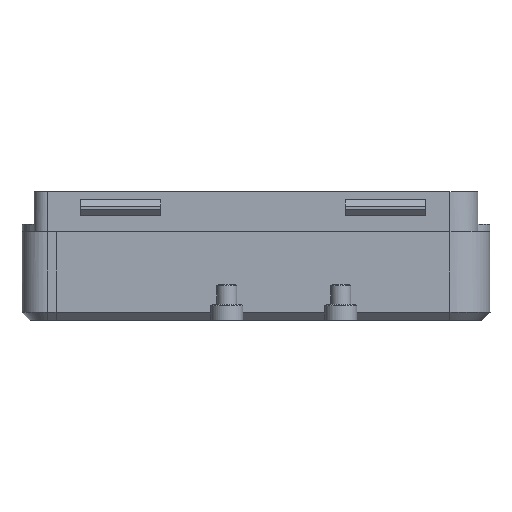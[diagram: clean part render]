
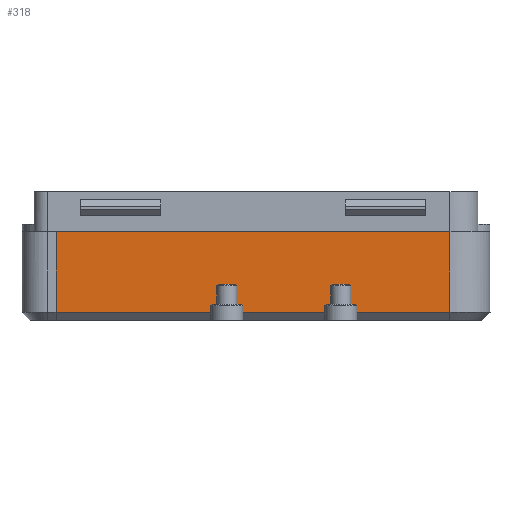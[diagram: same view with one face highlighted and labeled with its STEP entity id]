
A CAD part, left-side view. The second image highlights one B-rep face of the part: STEP entity #318.
In plain terms, the highlighted free-form (B-spline) face has degree [1, 1] with [2, 2] control points.
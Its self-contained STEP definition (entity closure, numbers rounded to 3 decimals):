
#318=ADVANCED_FACE('',(#730),#12144,.T.);
#730=FACE_OUTER_BOUND('',#1138,.T.);
#1138=EDGE_LOOP('',(#2678,#2679,#2680,#2681));
#2678=ORIENTED_EDGE('',*,*,#10628,.T.);
#2679=ORIENTED_EDGE('',*,*,#10627,.F.);
#2680=ORIENTED_EDGE('',*,*,#10629,.T.);
#2681=ORIENTED_EDGE('',*,*,#10630,.T.);
#4925=B_SPLINE_CURVE_WITH_KNOTS('',1,(#23300,#23301),.UNSPECIFIED.,.F.,
 .F.,(2,2),(0.,10.058),.UNSPECIFIED.);
#4926=B_SPLINE_CURVE_WITH_KNOTS('',1,(#23302,#23303),.UNSPECIFIED.,.F.,
 .F.,(2,2),(0.,10.058),.UNSPECIFIED.);
#4927=B_SPLINE_CURVE_WITH_KNOTS('',1,(#23304,#23305),.UNSPECIFIED.,.F.,
 .F.,(2,2),(0.,49.233),.UNSPECIFIED.);
#4928=B_SPLINE_CURVE_WITH_KNOTS('',3,(#23306,#23307,#23308,#23309),
 .UNSPECIFIED.,.F.,.F.,(4,4),(0.,49.233),
 .UNSPECIFIED.);
#4929=B_SPLINE_CURVE_WITH_KNOTS('',1,(#23310,#23311),.UNSPECIFIED.,.F.,
 .F.,(2,2),(0.,10.058),.UNSPECIFIED.);
#4930=B_SPLINE_CURVE_WITH_KNOTS('',1,(#23312,#23313),.UNSPECIFIED.,.F.,
 .F.,(2,2),(170.058,219.291),.UNSPECIFIED.);
#4931=B_SPLINE_CURVE_WITH_KNOTS('',1,(#23314,#23315),.UNSPECIFIED.,.F.,
 .F.,(2,2),(170.058,219.291),.UNSPECIFIED.);
#4932=B_SPLINE_CURVE_WITH_KNOTS('',1,(#23316,#23317),.UNSPECIFIED.,.F.,
 .F.,(2,2),(0.,10.057),.UNSPECIFIED.);
#4933=B_SPLINE_CURVE_WITH_KNOTS('',1,(#23318,#23319),.UNSPECIFIED.,.F.,
 .F.,(2,2),(0.,10.057),.UNSPECIFIED.);
#4936=B_SPLINE_CURVE_WITH_KNOTS('',1,(#23326,#23327),.UNSPECIFIED.,.F.,
 .F.,(2,2),(0.,10.057),.UNSPECIFIED.);
#4977=B_SPLINE_CURVE_WITH_KNOTS('',1,(#23432,#23433),.UNSPECIFIED.,.F.,
 .F.,(2,2),(0.,49.233),.UNSPECIFIED.);
#6758=PCURVE('',#12143,#8578);
#6759=PCURVE('',#12144,#8579);
#6760=PCURVE('',#12144,#8580);
#6761=PCURVE('',#12144,#8581);
#6762=PCURVE('',#12144,#8582);
#6764=PCURVE('',#12145,#8584);
#6793=PCURVE('',#12094,#8613);
#7003=PCURVE('',#12081,#8823);
#8578=DEFINITIONAL_REPRESENTATION('',(#4926),#25070);
#8579=DEFINITIONAL_REPRESENTATION('',(#4928),#25070);
#8580=DEFINITIONAL_REPRESENTATION('',(#4929),#25070);
#8581=DEFINITIONAL_REPRESENTATION('',(#4931),#25070);
#8582=DEFINITIONAL_REPRESENTATION('',(#4933),#25070);
#8584=DEFINITIONAL_REPRESENTATION('',(#4936),#25070);
#8613=DEFINITIONAL_REPRESENTATION('',(#4977),#25070);
#8823=DEFINITIONAL_REPRESENTATION('',(#11165),#25070);
#9717=SURFACE_CURVE('',#4925,(#6758,#6760),.PCURVE_S1.);
#9718=SURFACE_CURVE('',#4927,(#6759,#6793),.PCURVE_S1.);
#9719=SURFACE_CURVE('',#4930,(#6761,#7003),.PCURVE_S1.);
#9720=SURFACE_CURVE('',#4932,(#6762,#6764),.PCURVE_S1.);
#10627=EDGE_CURVE('',#11666,#11686,#9717,.T.);
#10628=EDGE_CURVE('',#11687,#11686,#9718,.T.);
#10629=EDGE_CURVE('',#11666,#11665,#9719,.T.);
#10630=EDGE_CURVE('',#11665,#11687,#9720,.T.);
#11165=(
BOUNDED_CURVE()
B_SPLINE_CURVE(3,(#24361,#24362,#24363,#24364),.UNSPECIFIED.,.F.,.F.)
B_SPLINE_CURVE_WITH_KNOTS((4,4),(170.058,219.291),
 .UNSPECIFIED.)
CURVE()
GEOMETRIC_REPRESENTATION_ITEM()
RATIONAL_B_SPLINE_CURVE((1.,1.,1.,1.))
REPRESENTATION_ITEM('')
);
#11665=VERTEX_POINT('',#20062);
#11666=VERTEX_POINT('',#20063);
#11686=VERTEX_POINT('',#20083);
#11687=VERTEX_POINT('',#20084);
#12081=B_SPLINE_SURFACE_WITH_KNOTS('',1,1,((#19327,#19328),(#19329,#19330)),
 .UNSPECIFIED.,.F.,.F.,.F.,(2,2),(2,2),(-27.789,30.7),
(-9.883,20.917),.UNSPECIFIED.);
#12094=B_SPLINE_SURFACE_WITH_KNOTS('',1,1,((#19547,#19548),(#19549,#19550)),
 .UNSPECIFIED.,.F.,.F.,.F.,(2,2),(2,2),(-1.,49.233),
(0.,1.),.UNSPECIFIED.);
#12143=B_SPLINE_SURFACE_WITH_KNOTS('',1,3,((#19843,#19844,#19845,#19846,
#19847,#19848,#19849,#19850,#19851,#19852,#19853,#19854,#19855,#19856),
(#19857,#19858,#19859,#19860,#19861,#19862,#19863,#19864,#19865,#19866,
#19867,#19868,#19869,#19870)),.UNSPECIFIED.,.F.,.F.,.F.,(2,2),(4,2,2,2,
2,2,4),(0.,50.),(-170.058,-169.551,-169.045,-168.07,
-166.078,-164.085,-162.163),.UNSPECIFIED.);
#12144=B_SPLINE_SURFACE_WITH_KNOTS('',1,1,((#19871,#19872),(#19873,#19874)),
 .UNSPECIFIED.,.F.,.F.,.F.,(2,2),(2,2),(0.,50.),(-219.291,-170.058),
 .UNSPECIFIED.);
#12145=B_SPLINE_SURFACE_WITH_KNOTS('',1,1,((#19875,#19876),(#19877,#19878)),
 .UNSPECIFIED.,.F.,.F.,.F.,(2,2),(2,2),(0.,50.),(-235.347,-234.291),
 .UNSPECIFIED.);
#19327=CARTESIAN_POINT('',(-103.4,77.729,-28.943));
#19328=CARTESIAN_POINT('',(-72.6,77.729,-28.943));
#19329=CARTESIAN_POINT('',(-103.4,19.24,-28.942));
#19330=CARTESIAN_POINT('',(-72.6,19.24,-28.942));
#19547=CARTESIAN_POINT('',(-102.4,74.473,-40.));
#19548=CARTESIAN_POINT('',(-103.4,74.473,-39.));
#19549=CARTESIAN_POINT('',(-102.4,24.24,-40.));
#19550=CARTESIAN_POINT('',(-103.4,24.24,-39.));
#19843=CARTESIAN_POINT('',(-103.4,24.24,-28.942));
#19844=CARTESIAN_POINT('',(-103.4,24.072,-28.942));
#19845=CARTESIAN_POINT('',(-103.391,23.903,-28.942));
#19846=CARTESIAN_POINT('',(-103.358,23.568,-28.942));
#19847=CARTESIAN_POINT('',(-103.332,23.402,-28.942));
#19848=CARTESIAN_POINT('',(-103.233,22.919,-28.942));
#19849=CARTESIAN_POINT('',(-103.138,22.609,-28.942));
#19850=CARTESIAN_POINT('',(-102.757,21.699,-28.942));
#19851=CARTESIAN_POINT('',(-102.382,21.145,-28.942));
#19852=CARTESIAN_POINT('',(-101.439,20.214,-28.942));
#19853=CARTESIAN_POINT('',(-100.879,19.848,-28.942));
#19854=CARTESIAN_POINT('',(-99.672,19.362,-28.942));
#19855=CARTESIAN_POINT('',(-99.039,19.24,-28.942));
#19856=CARTESIAN_POINT('',(-98.4,19.24,-28.942));
#19857=CARTESIAN_POINT('',(-103.4,24.24,-78.942));
#19858=CARTESIAN_POINT('',(-103.4,24.071,-78.942));
#19859=CARTESIAN_POINT('',(-103.391,23.903,-78.942));
#19860=CARTESIAN_POINT('',(-103.358,23.568,-78.942));
#19861=CARTESIAN_POINT('',(-103.332,23.401,-78.942));
#19862=CARTESIAN_POINT('',(-103.233,22.919,-78.942));
#19863=CARTESIAN_POINT('',(-103.138,22.609,-78.942));
#19864=CARTESIAN_POINT('',(-102.757,21.699,-78.942));
#19865=CARTESIAN_POINT('',(-102.382,21.145,-78.942));
#19866=CARTESIAN_POINT('',(-101.439,20.214,-78.942));
#19867=CARTESIAN_POINT('',(-100.879,19.847,-78.942));
#19868=CARTESIAN_POINT('',(-99.672,19.362,-78.942));
#19869=CARTESIAN_POINT('',(-99.039,19.24,-78.942));
#19870=CARTESIAN_POINT('',(-98.4,19.24,-78.942));
#19871=CARTESIAN_POINT('',(-103.4,73.473,-28.943));
#19872=CARTESIAN_POINT('',(-103.4,24.24,-28.942));
#19873=CARTESIAN_POINT('',(-103.4,73.473,-78.943));
#19874=CARTESIAN_POINT('',(-103.4,24.24,-78.942));
#19875=CARTESIAN_POINT('',(-103.4,74.529,-28.943));
#19876=CARTESIAN_POINT('',(-103.4,73.473,-28.943));
#19877=CARTESIAN_POINT('',(-103.4,74.529,-78.943));
#19878=CARTESIAN_POINT('',(-103.4,73.473,-78.943));
#20062=CARTESIAN_POINT('',(-103.4,73.473,-28.943));
#20063=CARTESIAN_POINT('',(-103.4,24.24,-28.942));
#20083=CARTESIAN_POINT('',(-103.4,24.24,-39.));
#20084=CARTESIAN_POINT('',(-103.4,73.473,-39.));
#23300=CARTESIAN_POINT('',(-103.4,24.24,-28.942));
#23301=CARTESIAN_POINT('',(-103.4,24.24,-39.));
#23302=CARTESIAN_POINT('',(0.,-170.058));
#23303=CARTESIAN_POINT('',(10.058,-170.058));
#23304=CARTESIAN_POINT('',(-103.4,73.473,-39.));
#23305=CARTESIAN_POINT('',(-103.4,24.24,-39.));
#23306=CARTESIAN_POINT('',(10.057,-219.291));
#23307=CARTESIAN_POINT('',(10.057,-202.88));
#23308=CARTESIAN_POINT('',(10.058,-186.469));
#23309=CARTESIAN_POINT('',(10.058,-170.058));
#23310=CARTESIAN_POINT('',(0.,-170.058));
#23311=CARTESIAN_POINT('',(10.058,-170.058));
#23312=CARTESIAN_POINT('',(-103.4,24.24,-28.942));
#23313=CARTESIAN_POINT('',(-103.4,73.473,-28.943));
#23314=CARTESIAN_POINT('',(0.,-170.058));
#23315=CARTESIAN_POINT('',(0.,-219.291));
#23316=CARTESIAN_POINT('',(-103.4,73.473,-28.943));
#23317=CARTESIAN_POINT('',(-103.4,73.473,-39.));
#23318=CARTESIAN_POINT('',(0.,-219.291));
#23319=CARTESIAN_POINT('',(10.057,-219.291));
#23326=CARTESIAN_POINT('',(0.,-234.291));
#23327=CARTESIAN_POINT('',(10.057,-234.291));
#23432=CARTESIAN_POINT('',(0.,1.));
#23433=CARTESIAN_POINT('',(49.233,1.));
#24361=CARTESIAN_POINT('',(25.7,-9.883));
#24362=CARTESIAN_POINT('',(9.289,-9.883));
#24363=CARTESIAN_POINT('',(-7.122,-9.883));
#24364=CARTESIAN_POINT('',(-23.533,-9.883));
#25070=(
GEOMETRIC_REPRESENTATION_CONTEXT(2)
PARAMETRIC_REPRESENTATION_CONTEXT()
REPRESENTATION_CONTEXT('pspace','')
);
